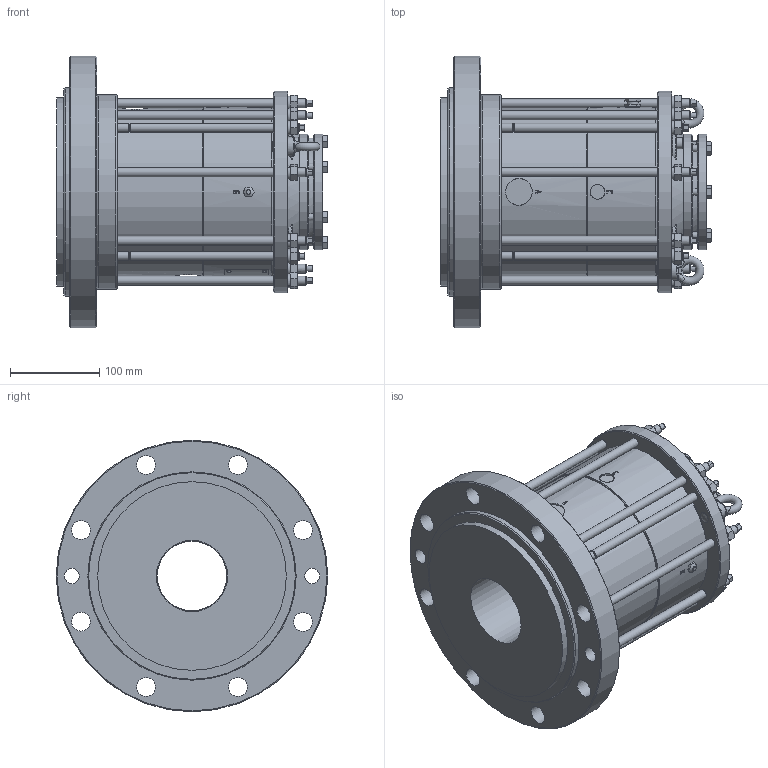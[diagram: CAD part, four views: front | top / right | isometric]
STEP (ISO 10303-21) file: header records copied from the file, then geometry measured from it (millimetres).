
FILE_DESCRIPTION(/* description */ ('Unknown'),/* implementation_level */ '2;1');
FILE_NAME(/* name */ '80mm',/* time_stamp */ '2023-04-14T13:03:20+01:00',/* author */ ('Unknown'),/* organization */ ('Unknown'),/* preprocessor_version */ 'ST-DEVELOPER v18.102',/* originating_system */ 'Solid Edge',/* authorisation */ 'Unknown');
FILE_SCHEMA (('AUTOMOTIVE_DESIGN {1 0 10303 214 3 1 1}'));
Length unit declared in the file: millimetre
Products named in the file (1): 80mm
Bounding box: 304.17 x 305 x 305 mm (x, y, z)
Volume: 8382646.6 mm3; surface area: 534759.8 mm2
Topology: 1 solids, 1 shells, 821 faces, 2011 edges, 1239 vertices
Faces by surface type: plane 344, cone 232, cylinder 158, torus 48, bspline 37, sphere 2
Full cylindrical faces by diameter (mm): 2.5 x4, 4.94 x1, 8 x6, 10 x24, 10.008 x16, 12 x2, 12.5 x1, 13 x4, 16.002 x1, 16.5 x1, 17 x2, 21 x8, 22 x2, 30 x2, 78 x1, 80 x1, 129.997 x2, 183.947 x1, 187.96 x1, 189.992 x1, 212 x1, 218.313 x1, 226.06 x1, 234 x1, 305 x1
Entity records: 30401 total; most frequent: CARTESIAN_POINT 7345, ORIENTED_EDGE 3472, DIRECTION 3434, EDGE_CURVE 1736, AXIS2_PLACEMENT_3D 1501, VERTEX_POINT 1131, FACE_BOUND 1115, EDGE_LOOP 1111
